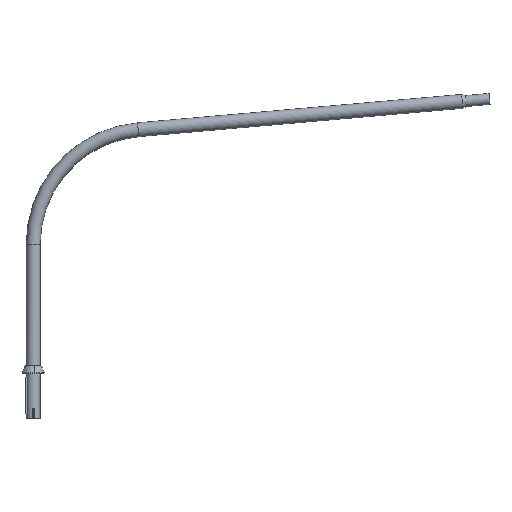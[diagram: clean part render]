
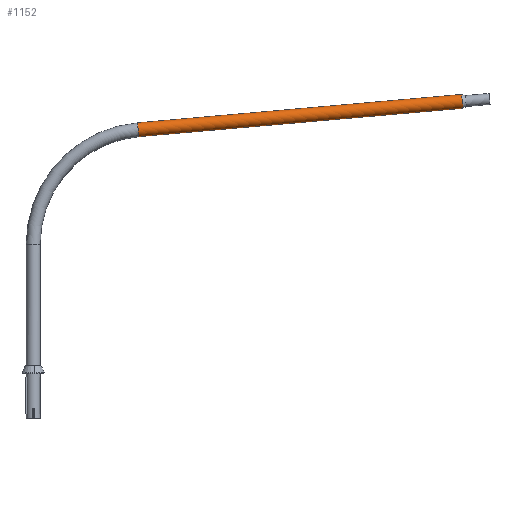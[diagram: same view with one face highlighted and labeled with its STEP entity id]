
A CAD part, front view. The second image highlights one B-rep face of the part: STEP entity #1152.
In plain terms, the highlighted cylindrical face has radius 38.05 mm (diameter 76.1 mm), a partial arc.
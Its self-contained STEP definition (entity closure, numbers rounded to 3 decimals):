
#35 = EDGE_CURVE ( 'NONE', #893, #228, #432, .T. ) ;
#38 = EDGE_CURVE ( 'NONE', #893, #1546, #1614, .T. ) ;
#49 = CARTESIAN_POINT ( 'NONE',  ( 2353.816, 1449.095, 0. ) ) ;
#53 = DIRECTION ( 'NONE',  ( -0.087, 0.996, 0. ) ) ;
#182 = VECTOR ( 'NONE', #1139, 1000. ) ;
#228 = VERTEX_POINT ( 'NONE', #1119 ) ;
#242 = DIRECTION ( 'NONE',  ( 0.996, 0.087, 0. ) ) ;
#290 = AXIS2_PLACEMENT_3D ( 'NONE', #930, #242, #411 ) ;
#363 = ORIENTED_EDGE ( 'NONE', *, *, #35, .T. ) ;
#411 = DIRECTION ( 'NONE',  ( -0.087, 0.996, 0. ) ) ;
#432 = CIRCLE ( 'NONE', #290, 38.05 ) ;
#557 = DIRECTION ( 'NONE',  ( 0.996, 0.087, 0. ) ) ;
#612 = DIRECTION ( 'NONE',  ( 0.996, 0.087, 0. ) ) ;
#782 = CARTESIAN_POINT ( 'NONE',  ( 578.408, 1293.767, 0. ) ) ;
#850 = CYLINDRICAL_SURFACE ( 'NONE', #1270, 38.05 ) ;
#893 = VERTEX_POINT ( 'NONE', #926 ) ;
#923 = ORIENTED_EDGE ( 'NONE', *, *, #38, .F. ) ;
#926 = CARTESIAN_POINT ( 'NONE',  ( 571.776, 1369.577, 0. ) ) ;
#930 = CARTESIAN_POINT ( 'NONE',  ( 575.092, 1331.672, 0. ) ) ;
#1064 = DIRECTION ( 'NONE',  ( -0.087, 0.996, 0. ) ) ;
#1119 = CARTESIAN_POINT ( 'NONE',  ( 578.408, 1293.767, 0. ) ) ;
#1130 = CIRCLE ( 'NONE', #1169, 38.05 ) ;
#1139 = DIRECTION ( 'NONE',  ( 0.996, 0.087, 0. ) ) ;
#1145 = EDGE_LOOP ( 'NONE', ( #363, #1923, #1187, #923 ) ) ;
#1152 = ADVANCED_FACE ( 'NONE', ( #1572 ), #850, .T. ) ;
#1169 = AXIS2_PLACEMENT_3D ( 'NONE', #1437, #1607, #1064 ) ;
#1187 = ORIENTED_EDGE ( 'NONE', *, *, #1250, .F. ) ;
#1236 = VECTOR ( 'NONE', #612, 1000. ) ;
#1250 = EDGE_CURVE ( 'NONE', #1546, #1636, #1130, .T. ) ;
#1270 = AXIS2_PLACEMENT_3D ( 'NONE', #1537, #557, #53 ) ;
#1350 = CARTESIAN_POINT ( 'NONE',  ( 2347.184, 1524.905, 0. ) ) ;
#1437 = CARTESIAN_POINT ( 'NONE',  ( 2350.5, 1487., 0. ) ) ;
#1447 = LINE ( 'NONE', #782, #182 ) ;
#1537 = CARTESIAN_POINT ( 'NONE',  ( 575.092, 1331.672, 0. ) ) ;
#1546 = VERTEX_POINT ( 'NONE', #1350 ) ;
#1572 = FACE_OUTER_BOUND ( 'NONE', #1145, .T. ) ;
#1607 = DIRECTION ( 'NONE',  ( 0.996, 0.087, 0. ) ) ;
#1614 = LINE ( 'NONE', #1927, #1236 ) ;
#1636 = VERTEX_POINT ( 'NONE', #49 ) ;
#1923 = ORIENTED_EDGE ( 'NONE', *, *, #2181, .T. ) ;
#1927 = CARTESIAN_POINT ( 'NONE',  ( 571.776, 1369.577, 0. ) ) ;
#2181 = EDGE_CURVE ( 'NONE', #228, #1636, #1447, .T. ) ;
